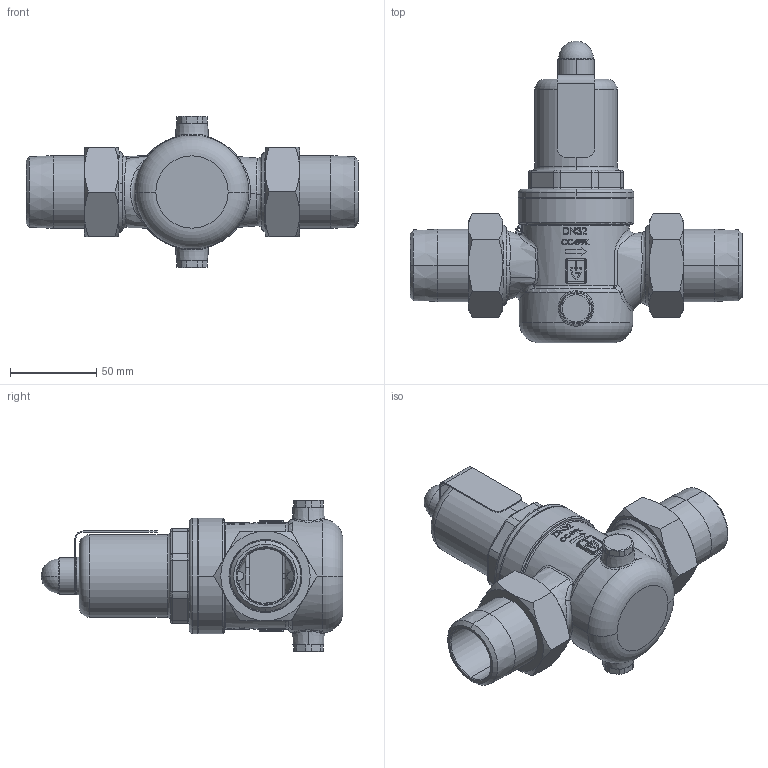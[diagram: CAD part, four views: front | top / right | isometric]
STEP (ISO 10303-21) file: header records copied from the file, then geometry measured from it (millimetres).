
FILE_DESCRIPTION (( 'STEP AP214' ), '1' );
FILE_NAME ('681 HP 32 Drummy.STEP', '2012-06-27T10:57:42', ( 'Blankenhorn' ), ( '' ), 'SwSTEP 2.0', 'SolidWorks 2011', '' );
FILE_SCHEMA (( 'AUTOMOTIVE_DESIGN' ));
Length unit declared in the file: millimetre
Products named in the file (1): 681 HP 32 Drummy
Bounding box: 193 x 175.4 x 88 mm (x, y, z)
Volume: 246240.8 mm3; surface area: 133496.3 mm2
Topology: 12 solids, 12 shells, 1000 faces, 2506 edges, 1576 vertices
Faces by surface type: plane 341, cylinder 249, bspline 226, cone 109, torus 61, sphere 14
Entity records: 58885 total; most frequent: CARTESIAN_POINT 25631, ORIENTED_EDGE 4982, DIRECTION 4056, EDGE_CURVE 2491, VERTEX_POINT 1573, AXIS2_PLACEMENT_3D 1542, EDGE_LOOP 1086, UNCERTAINTY_MEASURE_WITH_UNIT 1014
